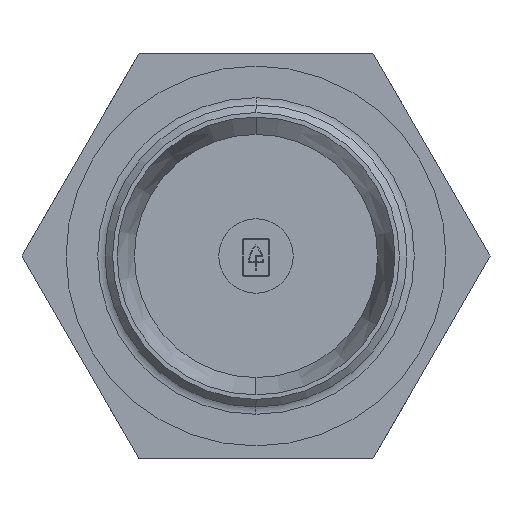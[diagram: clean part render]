
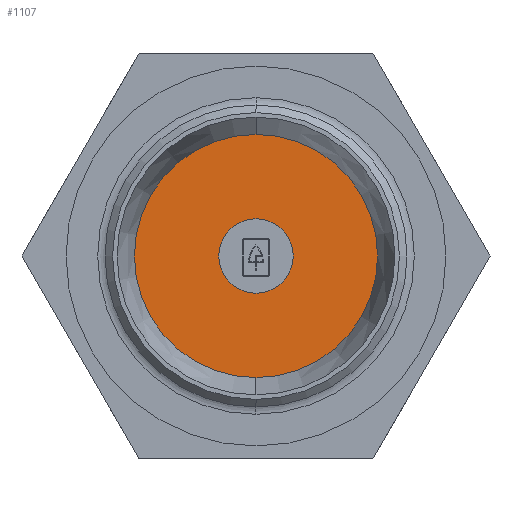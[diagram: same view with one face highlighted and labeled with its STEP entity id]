
A CAD part, front view. The second image highlights one B-rep face of the part: STEP entity #1107.
In plain terms, the highlighted planar face has unit normal (0, -1, 0).
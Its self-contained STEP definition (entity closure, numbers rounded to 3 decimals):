
#1023 = EDGE_CURVE ( 'NONE', #1145, #1144, #5481, .T. ) ;
#1034 = EDGE_CURVE ( 'NONE', #1050, #1091, #5604, .T. ) ;
#1050 = VERTEX_POINT ( 'NONE', #5568 ) ;
#1091 = VERTEX_POINT ( 'NONE', #5656 ) ;
#1101 = EDGE_CURVE ( 'NONE', #1091, #1050, #6017, .T. ) ;
#1102 = ORIENTED_EDGE ( 'NONE', *, *, #1034, .T. ) ;
#1103 = ORIENTED_EDGE ( 'NONE', *, *, #1108, .F. ) ;
#1104 = EDGE_LOOP ( 'NONE', ( #1106, #1102 ) ) ;
#1105 = ORIENTED_EDGE ( 'NONE', *, *, #1023, .F. ) ;
#1106 = ORIENTED_EDGE ( 'NONE', *, *, #1101, .T. ) ;
#1107 = ADVANCED_FACE ( 'NONE', ( #5958, #5996 ), #5978, .T. ) ;
#1108 = EDGE_CURVE ( 'NONE', #1144, #1145, #5955, .T. ) ;
#1109 = EDGE_LOOP ( 'NONE', ( #1103, #1105 ) ) ;
#1144 = VERTEX_POINT ( 'NONE', #6032 ) ;
#1145 = VERTEX_POINT ( 'NONE', #6081 ) ;
#5431 = CARTESIAN_POINT ( 'NONE',  ( 0., 279., 0. ) ) ;
#5471 = DIRECTION ( 'NONE',  ( 0., 0., -1. ) ) ;
#5472 = DIRECTION ( 'NONE',  ( 0., -1., 0. ) ) ;
#5481 = CIRCLE ( 'NONE', #5483, 7.35 ) ;
#5483 = AXIS2_PLACEMENT_3D ( 'NONE', #5431, #5472, #5471 ) ;
#5568 = CARTESIAN_POINT ( 'NONE',  ( 0., 279., -35. ) ) ;
#5601 = DIRECTION ( 'NONE',  ( 0., -1., 0. ) ) ;
#5602 = CARTESIAN_POINT ( 'NONE',  ( 0., 279., 0. ) ) ;
#5603 = AXIS2_PLACEMENT_3D ( 'NONE', #5602, #5601, #5691 ) ;
#5604 = CIRCLE ( 'NONE', #5603, 35. ) ;
#5656 = CARTESIAN_POINT ( 'NONE',  ( 0., 279., 35. ) ) ;
#5691 = DIRECTION ( 'NONE',  ( 0., 0., -1. ) ) ;
#5953 = CARTESIAN_POINT ( 'NONE',  ( 0., 279., 0. ) ) ;
#5955 = CIRCLE ( 'NONE', #5967, 7.35 ) ;
#5958 = FACE_OUTER_BOUND ( 'NONE', #1104, .T. ) ;
#5966 = DIRECTION ( 'NONE',  ( 0., -1., 0. ) ) ;
#5967 = AXIS2_PLACEMENT_3D ( 'NONE', #5953, #5966, #6015 ) ;
#5970 = DIRECTION ( 'NONE',  ( 0., 0., -1. ) ) ;
#5974 = CARTESIAN_POINT ( 'NONE',  ( 0., 279., 0. ) ) ;
#5976 = DIRECTION ( 'NONE',  ( 0., 0., -1. ) ) ;
#5977 = DIRECTION ( 'NONE',  ( 0., -1., 0. ) ) ;
#5978 = PLANE ( 'NONE',  #5991 ) ;
#5983 = AXIS2_PLACEMENT_3D ( 'NONE', #5974, #5997, #5970 ) ;
#5990 = CARTESIAN_POINT ( 'NONE',  ( 7.35, 279., 0. ) ) ;
#5991 = AXIS2_PLACEMENT_3D ( 'NONE', #5990, #5977, #5976 ) ;
#5996 = FACE_BOUND ( 'NONE', #1109, .T. ) ;
#5997 = DIRECTION ( 'NONE',  ( 0., -1., 0. ) ) ;
#6015 = DIRECTION ( 'NONE',  ( 0., 0., -1. ) ) ;
#6017 = CIRCLE ( 'NONE', #5983, 35. ) ;
#6032 = CARTESIAN_POINT ( 'NONE',  ( 0., 279., -7.35 ) ) ;
#6081 = CARTESIAN_POINT ( 'NONE',  ( 0., 279., 7.35 ) ) ;
